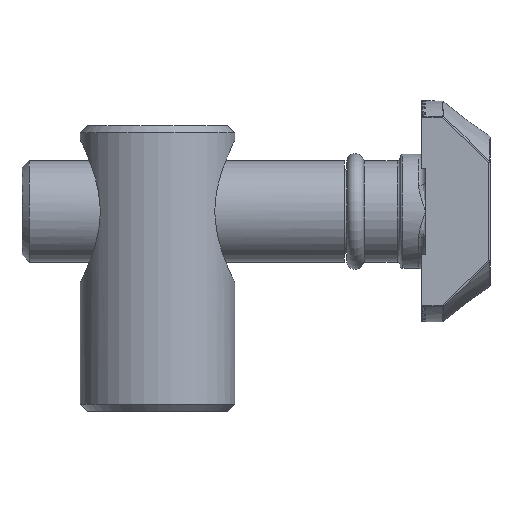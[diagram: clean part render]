
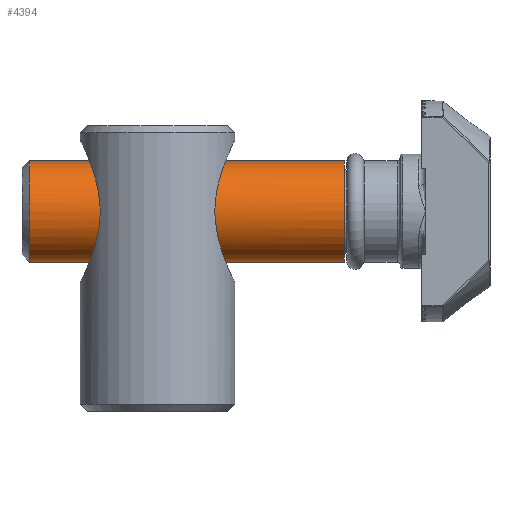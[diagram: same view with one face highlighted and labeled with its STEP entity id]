
A CAD part, front view. The second image highlights one B-rep face of the part: STEP entity #4394.
In plain terms, the highlighted cylindrical face has radius 3.55 mm (diameter 7.1 mm), a full revolution.
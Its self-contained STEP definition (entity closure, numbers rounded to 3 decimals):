
#4016=CARTESIAN_POINT('',(-1.206,-17.98,4.0));
#4017=VERTEX_POINT('',#4016);
#4018=CARTESIAN_POINT('',(-9.207,-17.98,4.0));
#4019=VERTEX_POINT('',#4018);
#4020=CARTESIAN_POINT('',(-1.206,-17.98,4.0));
#4021=CARTESIAN_POINT('',(-1.206,-17.98,3.79));
#4022=CARTESIAN_POINT('',(-1.244,-17.96,3.566));
#4023=CARTESIAN_POINT('',(-1.391,-17.883,3.148));
#4024=CARTESIAN_POINT('',(-1.499,-17.826,2.953));
#4025=CARTESIAN_POINT('',(-1.891,-17.629,2.409));
#4026=CARTESIAN_POINT('',(-2.322,-17.422,2.071));
#4027=CARTESIAN_POINT('',(-3.076,-17.117,1.668));
#4028=CARTESIAN_POINT('',(-3.483,-16.971,1.517));
#4029=CARTESIAN_POINT('',(-4.338,-16.763,1.321));
#4030=CARTESIAN_POINT('',(-4.788,-16.705,1.275));
#4031=CARTESIAN_POINT('',(-5.625,-16.705,1.275));
#4032=CARTESIAN_POINT('',(-6.075,-16.763,1.321));
#4033=CARTESIAN_POINT('',(-6.93,-16.971,1.517));
#4034=CARTESIAN_POINT('',(-7.337,-17.117,1.668));
#4035=CARTESIAN_POINT('',(-8.091,-17.422,2.071));
#4036=CARTESIAN_POINT('',(-8.522,-17.629,2.409));
#4037=CARTESIAN_POINT('',(-8.914,-17.826,2.953));
#4038=CARTESIAN_POINT('',(-9.022,-17.883,3.148));
#4039=CARTESIAN_POINT('',(-9.169,-17.96,3.566));
#4040=CARTESIAN_POINT('',(-9.207,-17.98,3.79));
#4041=CARTESIAN_POINT('',(-9.207,-17.98,4.0));
#4042=B_SPLINE_CURVE_WITH_KNOTS('',3,(#4020,#4021,#4022,#4023,#4024,#4025,#4026,#4027,#4028,#4029,#4030,#4031,#4032,#4033,#4034,#4035,#4036,#4037,#4038,#4039,#4040,#4041),.UNSPECIFIED.,.F.,.U.,(4,2,2,2,2,2,2,2,2,2,4),(0.524,0.587,0.65,0.796,0.922,1.048,1.173,1.299,1.445,1.508,1.571),.UNSPECIFIED.);
#4043=EDGE_CURVE('',#4017,#4019,#4042,.T.);
#4045=CARTESIAN_POINT('',(-9.207,-17.98,4.0));
#4046=CARTESIAN_POINT('',(-9.207,-17.98,4.21));
#4047=CARTESIAN_POINT('',(-9.169,-17.96,4.434));
#4048=CARTESIAN_POINT('',(-9.022,-17.883,4.852));
#4049=CARTESIAN_POINT('',(-8.914,-17.826,5.047));
#4050=CARTESIAN_POINT('',(-8.522,-17.629,5.591));
#4051=CARTESIAN_POINT('',(-8.091,-17.422,5.929));
#4052=CARTESIAN_POINT('',(-7.337,-17.117,6.332));
#4053=CARTESIAN_POINT('',(-6.93,-16.971,6.483));
#4054=CARTESIAN_POINT('',(-6.075,-16.763,6.679));
#4055=CARTESIAN_POINT('',(-5.625,-16.705,6.725));
#4056=CARTESIAN_POINT('',(-5.207,-16.705,6.725));
#4057=CARTESIAN_POINT('',(-4.83,-16.705,6.725));
#4058=CARTESIAN_POINT('',(-4.425,-16.752,6.688));
#4059=CARTESIAN_POINT('',(-3.646,-16.925,6.528));
#4060=CARTESIAN_POINT('',(-3.273,-17.048,6.406));
#4061=CARTESIAN_POINT('',(-2.494,-17.344,6.046));
#4062=CARTESIAN_POINT('',(-2.006,-17.573,5.705));
#4063=CARTESIAN_POINT('',(-1.553,-17.799,5.134));
#4064=CARTESIAN_POINT('',(-1.426,-17.865,4.926));
#4065=CARTESIAN_POINT('',(-1.252,-17.956,4.475));
#4066=CARTESIAN_POINT('',(-1.206,-17.98,4.231));
#4067=CARTESIAN_POINT('',(-1.206,-17.98,4.0));
#4068=B_SPLINE_CURVE_WITH_KNOTS('',3,(#4045,#4046,#4047,#4048,#4049,#4050,#4051,#4052,#4053,#4054,#4055,#4056,#4057,#4058,#4059,#4060,#4061,#4062,#4063,#4064,#4065,#4066,#4067),.UNSPECIFIED.,.F.,.U.,(4,2,2,2,2,3,2,2,2,2,4),(1.571,1.634,1.697,1.844,1.97,2.095,2.208,2.321,2.48,2.55,2.619),.UNSPECIFIED.);
#4069=EDGE_CURVE('',#4019,#4017,#4068,.T.);
#4134=CARTESIAN_POINT('',(-14.207,-14.43,0.45));
#4135=VERTEX_POINT('',#4134);
#4136=CARTESIAN_POINT('',(-14.207,-14.43,4.0));
#4137=DIRECTION('',(1.0,0.0,0.0));
#4138=DIRECTION('',(0.0,0.0,-1.0));
#4139=AXIS2_PLACEMENT_3D('',#4136,#4137,#4138);
#4140=CIRCLE('',#4139,3.55);
#4141=EDGE_CURVE('',#4135,#4135,#4140,.T.);
#4371=CARTESIAN_POINT('',(-14.707,-14.43,4.0));
#4372=DIRECTION('',(1.0,0.0,0.0));
#4373=DIRECTION('',(0.0,0.0,1.0));
#4374=AXIS2_PLACEMENT_3D('',#4371,#4372,#4373);
#4375=CYLINDRICAL_SURFACE('',#4374,3.55);
#4376=CARTESIAN_POINT('',(7.893,-14.43,7.55));
#4377=VERTEX_POINT('',#4376);
#4378=CARTESIAN_POINT('',(7.893,-14.43,4.0));
#4379=DIRECTION('',(-1.0,0.0,0.0));
#4380=DIRECTION('',(0.0,0.0,1.0));
#4381=AXIS2_PLACEMENT_3D('',#4378,#4379,#4380);
#4382=CIRCLE('',#4381,3.55);
#4383=EDGE_CURVE('',#4377,#4377,#4382,.T.);
#4384=ORIENTED_EDGE('',*,*,#4383,.T.);
#4385=EDGE_LOOP('',(#4384));
#4386=FACE_OUTER_BOUND('',#4385,.T.);
#4387=ORIENTED_EDGE('',*,*,#4069,.T.);
#4388=ORIENTED_EDGE('',*,*,#4043,.T.);
#4389=EDGE_LOOP('',(#4387,#4388));
#4390=FACE_BOUND('',#4389,.T.);
#4391=ORIENTED_EDGE('',*,*,#4141,.T.);
#4392=EDGE_LOOP('',(#4391));
#4393=FACE_BOUND('',#4392,.T.);
#4394=ADVANCED_FACE('',(#4386,#4390,#4393),#4375,.T.);
